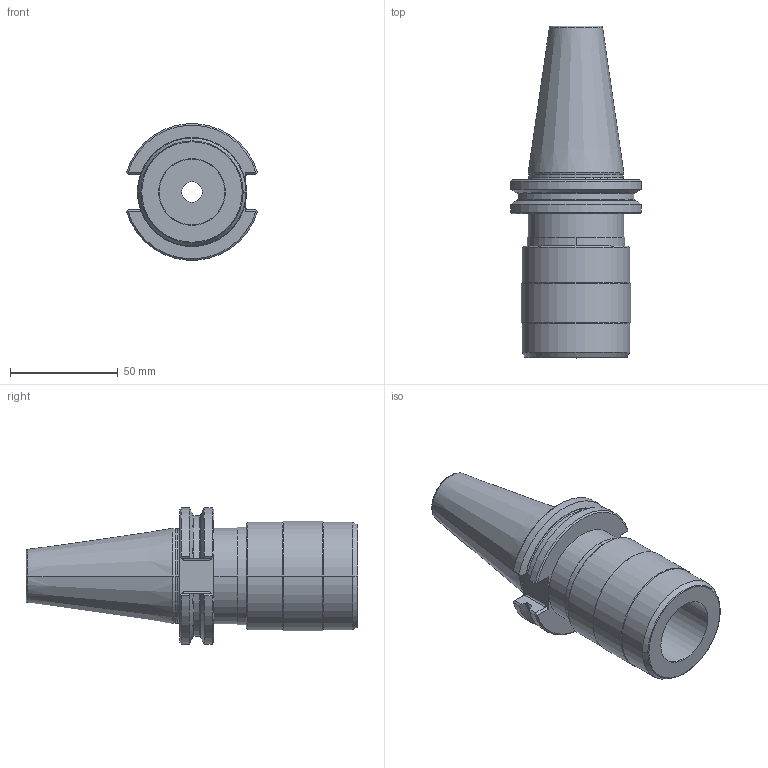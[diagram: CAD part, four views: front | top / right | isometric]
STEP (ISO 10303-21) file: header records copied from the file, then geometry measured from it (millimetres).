
FILE_DESCRIPTION((''),'2;1');
FILE_NAME('21680-40CAT','2021-06-07T11:15:44',('046'),(''),'CREO PARAMETRIC BY PTC INC, 2019352','CREO PARAMETRIC BY PTC INC, 2019352','');
FILE_SCHEMA(('CONFIG_CONTROL_DESIGN'));
Length unit declared in the file: millimetre
Products named in the file (1): 21680-40CAT
Bounding box: 60.86 x 154.3 x 63.32 mm (x, y, z)
Volume: 193409.1 mm3; surface area: 36074.8 mm2
Topology: 1 solids, 1 shells, 105 faces, 273 edges, 173 vertices
Faces by surface type: plane 33, cylinder 32, cone 26, torus 14
Entity records: 3408 total; most frequent: CARTESIAN_POINT 812, ORIENTED_EDGE 542, DIRECTION 533, EDGE_CURVE 271, AXIS2_PLACEMENT_3D 207, VERTEX_POINT 173, VECTOR 119, LINE 119
